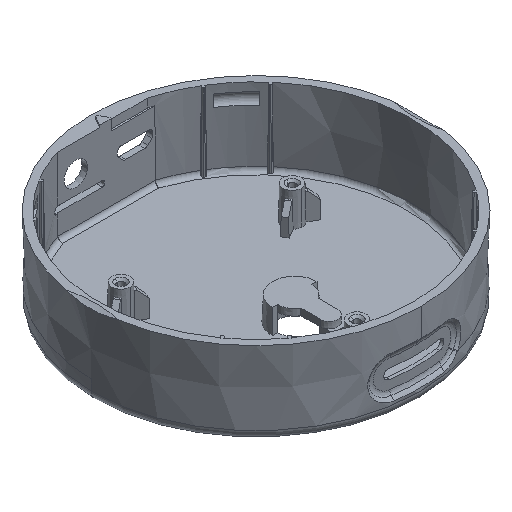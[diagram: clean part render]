
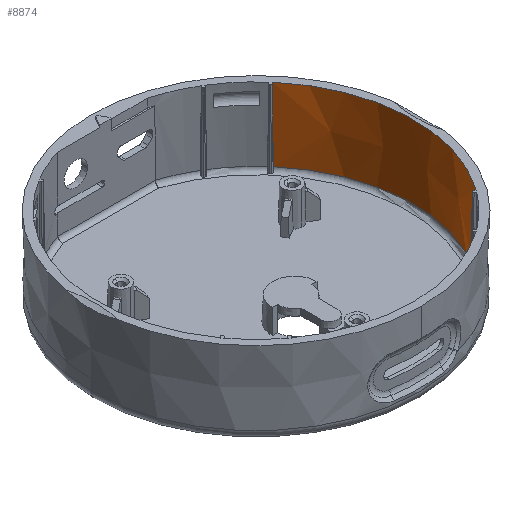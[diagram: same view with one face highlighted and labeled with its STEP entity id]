
A CAD part, isometric view. The second image highlights one B-rep face of the part: STEP entity #8874.
In plain terms, the highlighted conical face has half-angle 0.5 degrees and reference radius 36.626 mm.
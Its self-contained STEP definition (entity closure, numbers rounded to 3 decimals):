
#1070=CARTESIAN_POINT('',(27.775,23.762,-2.209));
#1071=CARTESIAN_POINT('',(27.78,23.832,3.428));
#1072=CARTESIAN_POINT('',(27.785,23.902,9.064));
#1073=CARTESIAN_POINT('',(27.789,23.972,14.7));
#1075=CARTESIAN_POINT('',(0.,0.,14.7));
#1076=DIRECTION('',(0.,0.,-1.));
#1077=DIRECTION('',(0.757,0.653,0.));
#1078=AXIS2_PLACEMENT_3D('',#1075,#1076,#1077);
#1080=CARTESIAN_POINT('',(29.773,-21.458,14.7));
#1081=CARTESIAN_POINT('',(29.762,-21.389,9.064));
#1082=CARTESIAN_POINT('',(29.751,-21.32,3.428));
#1083=CARTESIAN_POINT('',(29.74,-21.251,
-2.209));
#1085=CARTESIAN_POINT('',(0.,0.,-2.209));
#1086=DIRECTION('',(0.,0.,1.));
#1087=DIRECTION('',(0.814,-0.581,0.));
#1088=AXIS2_PLACEMENT_3D('',#1085,#1086,#1087);
#6619=VERTEX_POINT('',#1070);
#6620=VERTEX_POINT('',#1073);
#6633=VERTEX_POINT('',#1080);
#6634=VERTEX_POINT('',#1083);
#8860=CARTESIAN_POINT('',(0.,0.,6.246));
#8861=DIRECTION('',(0.,0.,1.));
#8862=DIRECTION('',(0.,1.,0.));
#8863=AXIS2_PLACEMENT_3D('',#8860,#8861,#8862);
#8864=CONICAL_SURFACE('',#8863,36.626,0.5);
#8866=ORIENTED_EDGE('',*,*,#8865,.T.);
#8867=ORIENTED_EDGE('',*,*,#6840,.T.);
#8869=ORIENTED_EDGE('',*,*,#8868,.T.);
#8871=ORIENTED_EDGE('',*,*,#8870,.T.);
#8872=EDGE_LOOP('',(#8866,#8867,#8869,#8871));
#8873=FACE_OUTER_BOUND('',#8872,.F.);
#1074=B_SPLINE_CURVE_WITH_KNOTS('',3,(#1070,#1071,#1072,#1073),.UNSPECIFIED.,
.F.,.F.,(4,4),(0.,1.),.UNSPECIFIED.);
#1079=CIRCLE('',#1078,36.7);
#1084=B_SPLINE_CURVE_WITH_KNOTS('',3,(#1080,#1081,#1082,#1083),.UNSPECIFIED.,
.F.,.F.,(4,4),(0.,1.),.UNSPECIFIED.);
#1089=CIRCLE('',#1088,36.552);
#6840=EDGE_CURVE('',#6620,#6633,#1079,.T.);
#8865=EDGE_CURVE('',#6619,#6620,#1074,.T.);
#8868=EDGE_CURVE('',#6633,#6634,#1084,.T.);
#8870=EDGE_CURVE('',#6634,#6619,#1089,.T.);
#8874=ADVANCED_FACE('',(#8873),#8864,.F.);
